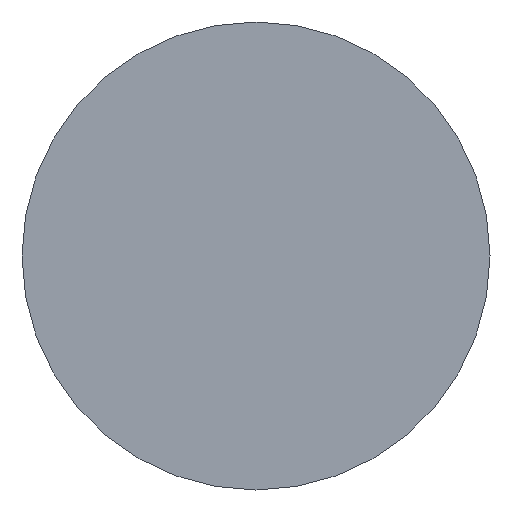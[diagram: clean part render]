
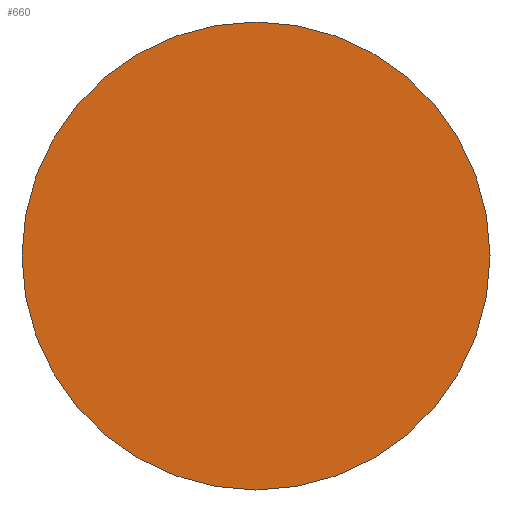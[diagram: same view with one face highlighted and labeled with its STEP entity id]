
A CAD part, left-side view. The second image highlights one B-rep face of the part: STEP entity #660.
In plain terms, the highlighted planar face has unit normal (-1, 0, 0).
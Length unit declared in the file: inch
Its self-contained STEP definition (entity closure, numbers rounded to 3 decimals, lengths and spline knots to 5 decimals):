
#13 = CARTESIAN_POINT ( 'NONE',  ( 0., 0., -0.03675 ) ) ;
#22 = CIRCLE ( 'NONE', #210, 0.03675 ) ;
#173 = FACE_OUTER_BOUND ( 'NONE', #801, .T. ) ;
#202 = DIRECTION ( 'NONE',  ( 1., 0., 0. ) ) ;
#210 = AXIS2_PLACEMENT_3D ( 'NONE', #972, #544, #1145 ) ;
#329 = EDGE_CURVE ( 'NONE', #553, #553, #22, .T. ) ;
#422 = PLANE ( 'NONE',  #683 ) ;
#477 = ORIENTED_EDGE ( 'NONE', *, *, #329, .F. ) ;
#544 = DIRECTION ( 'NONE',  ( 1., 0., 0. ) ) ;
#553 = VERTEX_POINT ( 'NONE', #13 ) ;
#660 = ADVANCED_FACE ( 'NONE', ( #173 ), #422, .F. ) ;
#683 = AXIS2_PLACEMENT_3D ( 'NONE', #1319, #202, #1035 ) ;
#801 = EDGE_LOOP ( 'NONE', ( #477 ) ) ;
#972 = CARTESIAN_POINT ( 'NONE',  ( 0., 0., 0. ) ) ;
#1035 = DIRECTION ( 'NONE',  ( 0., 0., -1. ) ) ;
#1145 = DIRECTION ( 'NONE',  ( 0., 0., -1. ) ) ;
#1319 = CARTESIAN_POINT ( 'NONE',  ( 0., -0.03675, 0. ) ) ;
